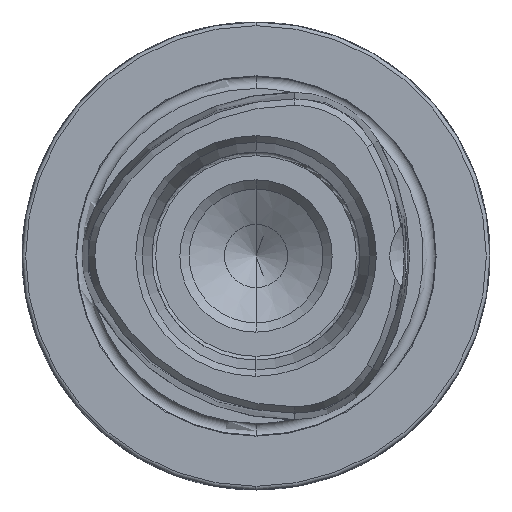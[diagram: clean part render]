
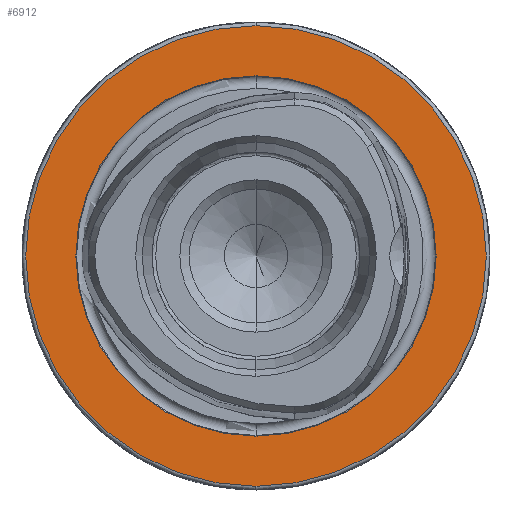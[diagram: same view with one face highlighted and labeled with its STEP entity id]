
A CAD part, left-side view. The second image highlights one B-rep face of the part: STEP entity #6912.
In plain terms, the highlighted planar face has unit normal (-1, 0, 0).
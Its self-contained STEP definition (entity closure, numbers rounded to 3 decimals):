
#733 = EDGE_CURVE ( 'NONE', #869, #874, #1076, .T. ) ;
#769 = AXIS2_PLACEMENT_3D ( 'NONE', #3699, #3700, #3701 ) ;
#830 = VERTEX_POINT ( 'NONE', #3816 ) ;
#855 = VERTEX_POINT ( 'NONE', #3834 ) ;
#869 = VERTEX_POINT ( 'NONE', #5974 ) ;
#874 = VERTEX_POINT ( 'NONE', #5979 ) ;
#1076 = CIRCLE ( 'NONE', #769, 24.25 ) ;
#3192 = CARTESIAN_POINT ( 'NONE',  ( 0., 0., 0. ) ) ;
#3193 = DIRECTION ( 'NONE',  ( -1., 0., 0. ) ) ;
#3194 = DIRECTION ( 'NONE',  ( 0., 0., 1. ) ) ;
#3197 = CARTESIAN_POINT ( 'NONE',  ( 0., 0., 0. ) ) ;
#3198 = DIRECTION ( 'NONE',  ( -1., 0., 0. ) ) ;
#3199 = DIRECTION ( 'NONE',  ( 0., 0., 1. ) ) ;
#3699 = CARTESIAN_POINT ( 'NONE',  ( 0., 0., 0. ) ) ;
#3700 = DIRECTION ( 'NONE',  ( -1., 0., 0. ) ) ;
#3701 = DIRECTION ( 'NONE',  ( 0., 0., 1. ) ) ;
#3816 = CARTESIAN_POINT ( 'NONE',  ( 0., 0., 31. ) ) ;
#3834 = CARTESIAN_POINT ( 'NONE',  ( 0., 0., -31. ) ) ;
#5635 = CIRCLE ( 'NONE', #7246, 31. ) ;
#5637 = CIRCLE ( 'NONE', #7247, 24.25 ) ;
#5897 = CARTESIAN_POINT ( 'NONE',  ( 0., 24.25, 0. ) ) ;
#5900 = PLANE ( 'NONE',  #6937 ) ;
#5902 = DIRECTION ( 'NONE',  ( 1., 0., 0. ) ) ;
#5903 = DIRECTION ( 'NONE',  ( 0., 0., -1. ) ) ;
#5974 = CARTESIAN_POINT ( 'NONE',  ( 0., 0., -24.25 ) ) ;
#5979 = CARTESIAN_POINT ( 'NONE',  ( 0., 0., 24.25 ) ) ;
#6912 = ADVANCED_FACE ( 'NONE', ( #8474, #8470 ), #5900, .F. ) ;
#6937 = AXIS2_PLACEMENT_3D ( 'NONE', #5897, #5902, #5903 ) ;
#6999 = AXIS2_PLACEMENT_3D ( 'NONE', #8264, #8265, #8266 ) ;
#7246 = AXIS2_PLACEMENT_3D ( 'NONE', #3192, #3193, #3194 ) ;
#7247 = AXIS2_PLACEMENT_3D ( 'NONE', #3197, #3198, #3199 ) ;
#8264 = CARTESIAN_POINT ( 'NONE',  ( 0., 0., 0. ) ) ;
#8265 = DIRECTION ( 'NONE',  ( -1., 0., 0. ) ) ;
#8266 = DIRECTION ( 'NONE',  ( 0., 0., 1. ) ) ;
#8470 = FACE_OUTER_BOUND ( 'NONE', #9001, .T. ) ;
#8474 = FACE_BOUND ( 'NONE', #9012, .T. ) ;
#8650 = CIRCLE ( 'NONE', #6999, 31. ) ;
#9001 = EDGE_LOOP ( 'NONE', ( #10762, #10763 ) ) ;
#9012 = EDGE_LOOP ( 'NONE', ( #10760, #10761 ) ) ;
#10088 = EDGE_CURVE ( 'NONE', #830, #855, #8650, .T. ) ;
#10393 = EDGE_CURVE ( 'NONE', #855, #830, #5635, .T. ) ;
#10394 = EDGE_CURVE ( 'NONE', #874, #869, #5637, .T. ) ;
#10760 = ORIENTED_EDGE ( 'NONE', *, *, #10394, .F. ) ;
#10761 = ORIENTED_EDGE ( 'NONE', *, *, #733, .F. ) ;
#10762 = ORIENTED_EDGE ( 'NONE', *, *, #10088, .T. ) ;
#10763 = ORIENTED_EDGE ( 'NONE', *, *, #10393, .T. ) ;
